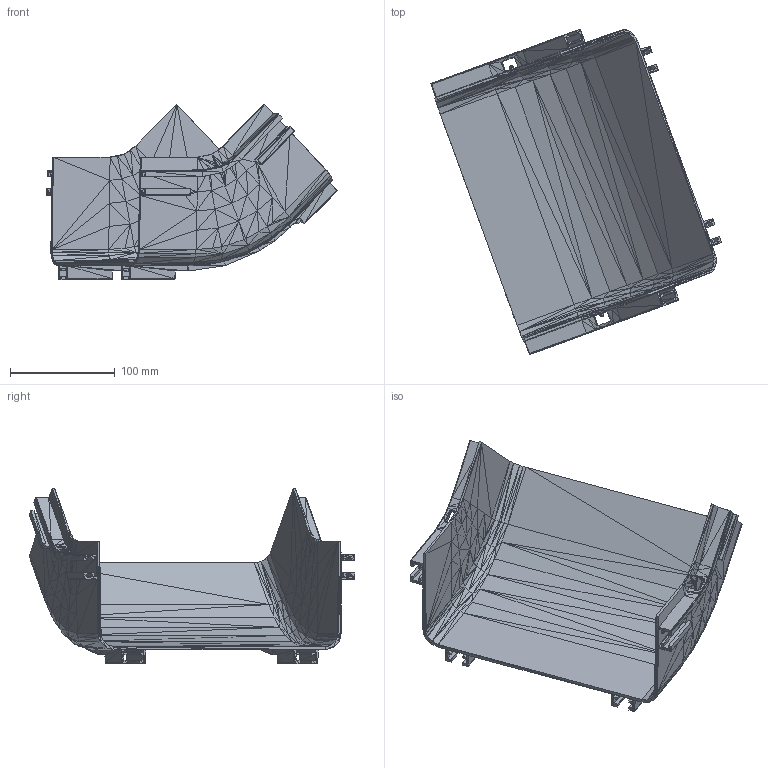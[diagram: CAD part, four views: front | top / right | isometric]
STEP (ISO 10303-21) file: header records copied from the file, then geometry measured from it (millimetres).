
FILE_DESCRIPTION(('FreeCAD Model'),'2;1');
FILE_NAME('Open CASCADE Shape Model','2022-12-01T12:41:38',('Author'),( ''),'Open CASCADE STEP processor 7.6','FreeCAD','Unknown');
FILE_SCHEMA(('AUTOMOTIVE_DESIGN { 1 0 10303 214 1 1 1 1 }'));
Products named in the file (1): DS_240_316F0______________________________________________45___________
_________________________________240mm_45___up_elbow___________________
001001 (Solid)
Bounding box: 276.78 x 310.02 x 167.17 mm (x, y, z)
Volume: 322805.8 mm3; surface area: 223645.5 mm2
Topology: 1 solids, 1 shells, 1906 faces, 2920 edges, 1012 vertices
Faces by surface type: plane 1906
Entity records: 75702 total; most frequent: DIRECTION 12574, CARTESIAN_POINT 11679, LINE 8760, VECTOR 8760, ORIENTED_EDGE 5840, PCURVE 5840, DEFINITIONAL_REPRESENTATION 5840, EDGE_CURVE 2920
